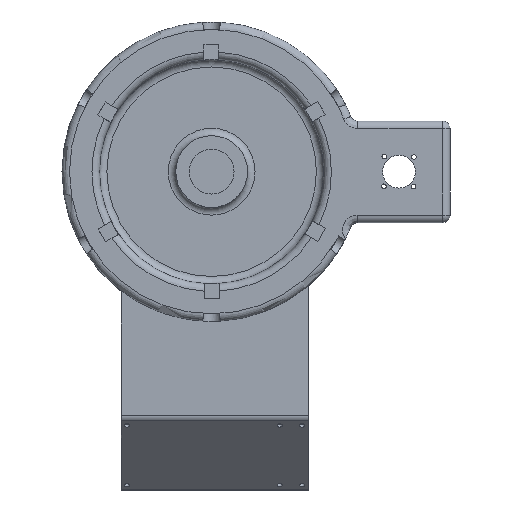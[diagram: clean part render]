
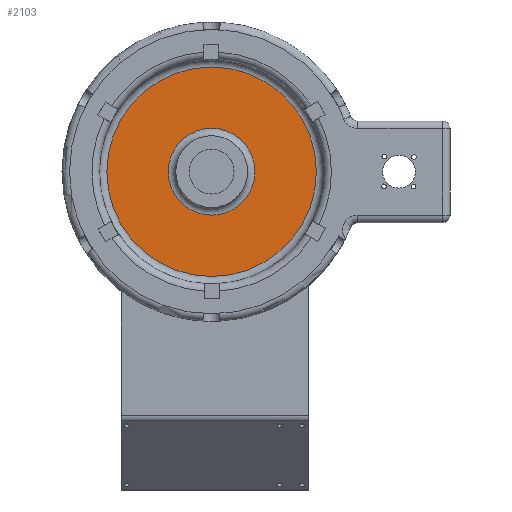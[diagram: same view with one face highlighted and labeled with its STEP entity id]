
A CAD part, top view. The second image highlights one B-rep face of the part: STEP entity #2103.
In plain terms, the highlighted planar face has unit normal (0, 0, 1).
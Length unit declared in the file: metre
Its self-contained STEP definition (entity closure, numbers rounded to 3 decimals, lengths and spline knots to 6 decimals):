
#211=CIRCLE('',#2313,0.029);
#212=CIRCLE('',#2314,0.07);
#536=ORIENTED_EDGE('',*,*,#1051,.T.);
#537=ORIENTED_EDGE('',*,*,#1052,.T.);
#1051=EDGE_CURVE('',#1308,#1308,#211,.F.);
#1052=EDGE_CURVE('',#1309,#1309,#212,.T.);
#1308=VERTEX_POINT('',#3633);
#1309=VERTEX_POINT('',#3635);
#1689=EDGE_LOOP('',(#536));
#1690=EDGE_LOOP('',(#537));
#1885=FACE_BOUND('',#1689,.T.);
#1886=FACE_BOUND('',#1690,.T.);
#2031=PLANE('',#2312);
#2103=ADVANCED_FACE('',(#1885,#1886),#2031,.T.);
#2312=AXIS2_PLACEMENT_3D('',#3631,#2762,#2763);
#2313=AXIS2_PLACEMENT_3D('',#3632,#2764,#2765);
#2314=AXIS2_PLACEMENT_3D('',#3634,#2766,#2767);
#2762=DIRECTION('',(0.,0.,1.));
#2763=DIRECTION('',(1.,0.,0.));
#2764=DIRECTION('',(0.,0.,1.));
#2765=DIRECTION('',(1.,0.,0.));
#2766=DIRECTION('',(0.,0.,1.));
#2767=DIRECTION('',(1.,0.,0.));
#3631=CARTESIAN_POINT('',(0.,0.,0.04));
#3632=CARTESIAN_POINT('',(0.,0.,0.04));
#3633=CARTESIAN_POINT('',(0.029,0.,0.04));
#3634=CARTESIAN_POINT('',(0.,0.,0.04));
#3635=CARTESIAN_POINT('',(0.07,0.,0.04));
